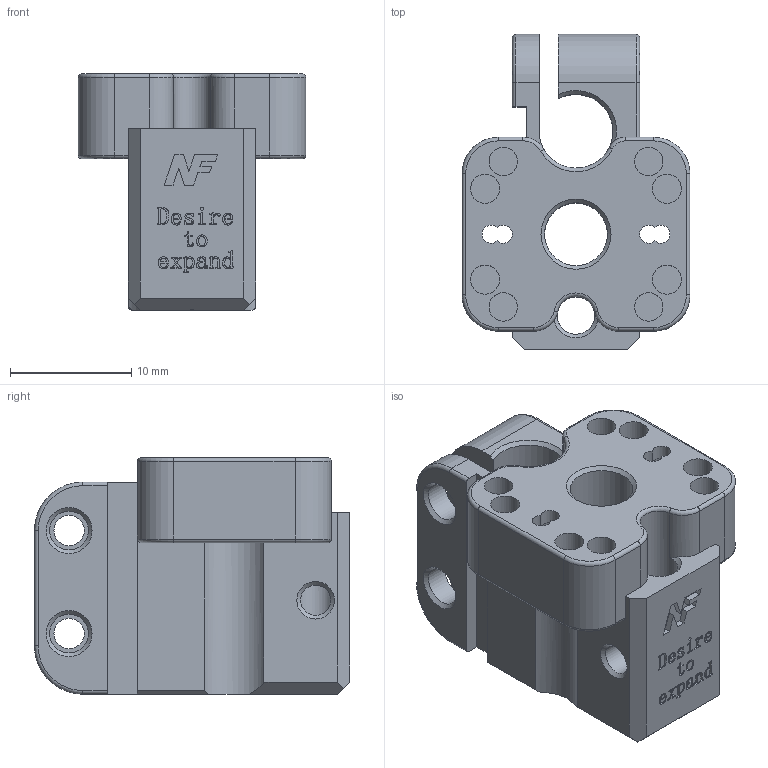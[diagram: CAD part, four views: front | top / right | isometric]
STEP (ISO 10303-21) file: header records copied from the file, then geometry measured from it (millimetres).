
FILE_DESCRIPTION(/* description */ (''),/* implementation_level */ '2;1');
FILE_NAME(/* name */ 'NF Mosquito volcano hot block-A.step',/* time_stamp */ '2022-03-28T13:51:03+09:00',/* author */ (''),/* organization */ (''),/* preprocessor_version */ 'ST-DEVELOPER v18.1',/* originating_system */ 'Autodesk Translation Framework v10.13.0.1454',/* authorisation */ '');
FILE_SCHEMA (('AUTOMOTIVE_DESIGN { 1 0 10303 214 3 1 1 }'));
Length unit declared in the file: millimetre
Products named in the file (1): NF Mosquito volcano hot block-A
Bounding box: 18.8 x 26 x 19.5 mm (x, y, z)
Volume: 4029.4 mm3; surface area: 3547 mm2
Topology: 1 solids, 1 shells, 319 faces, 821 edges, 535 vertices
Faces by surface type: plane 159, bspline 73, cylinder 58, torus 18, cone 11
Full cylindrical faces by diameter (mm): 2.35 x4, 2.4 x4, 2.5 x3, 3.1 x1, 3.2 x2, 5.188 x1
Entity records: 11610 total; most frequent: CARTESIAN_POINT 3797, ORIENTED_EDGE 1642, DIRECTION 1323, EDGE_CURVE 821, VERTEX_POINT 535, LINE 505, VECTOR 505, AXIS2_PLACEMENT_3D 409
